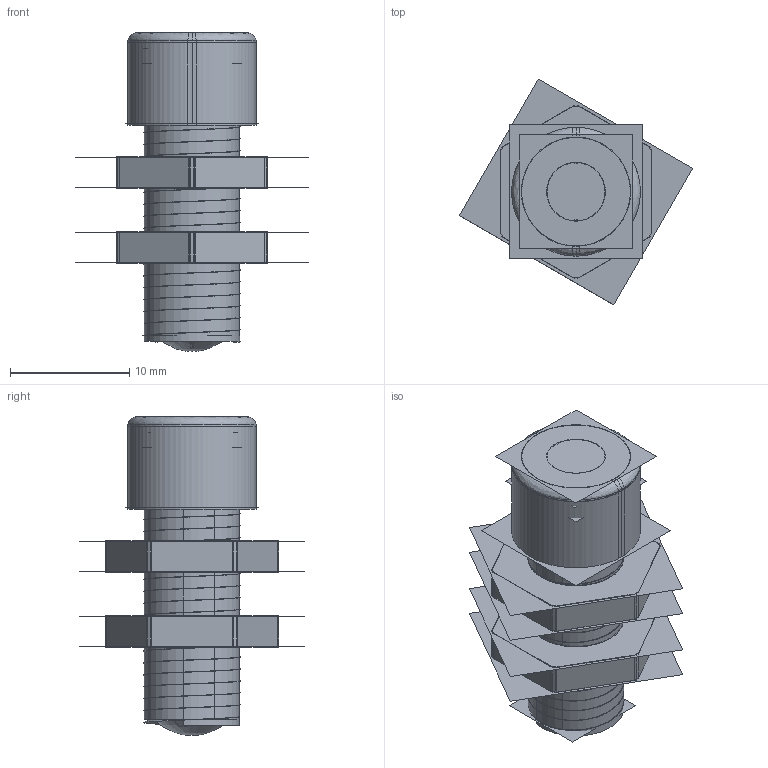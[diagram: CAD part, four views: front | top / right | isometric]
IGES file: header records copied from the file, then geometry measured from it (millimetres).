
Start section:  PTC IGES file: 161959.igs
Global section: file name: 161959.igs; native system: Creo Parametric by Parametric Technology Corporation; preprocessor: 2013230; author: pdmadmin; organization: Unknown; date: 20160105.123723; units: millimetre
Bounding box: 19.55 x 18.91 x 26.75 mm (x, y, z)
Volume: 1894.1 mm3; surface area: 29310.1 mm2
Topology: 6 solids, 9 shells, 290 faces, 1502 edges, 1918 vertices
Faces by surface type: revolution 176, bspline 114
